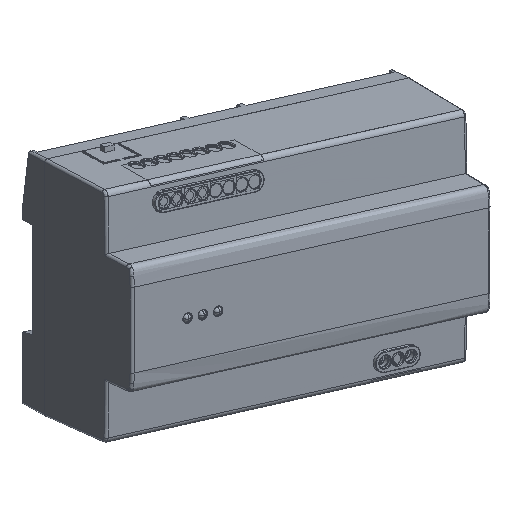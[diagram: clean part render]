
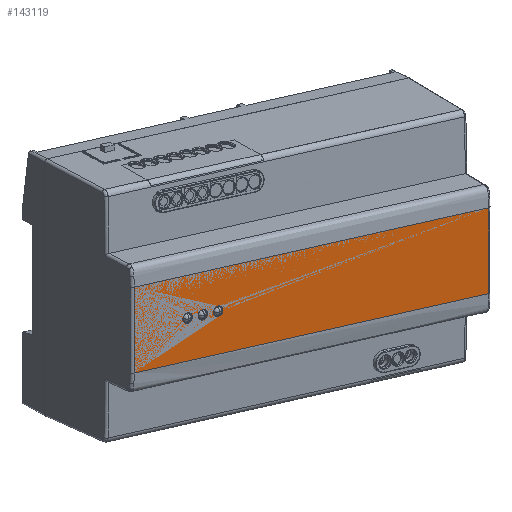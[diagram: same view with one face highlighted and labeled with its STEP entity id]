
A CAD part, top view. The second image highlights one B-rep face of the part: STEP entity #143119.
In plain terms, the highlighted face is planar.
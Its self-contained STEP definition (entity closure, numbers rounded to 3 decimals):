
#139536=CARTESIAN_POINT('Vertex',(-69.717,-15.001,57.5)) ;
#139568=CARTESIAN_POINT('Line Origine',(-69.717,14.999,57.5)) ;
#139572=CARTESIAN_POINT('Vertex',(-69.717,14.999,57.5)) ;
#140426=CARTESIAN_POINT('Vertex',(69.717,14.999,57.5)) ;
#140467=CARTESIAN_POINT('Line Origine',(69.717,-0.001,57.5)) ;
#140471=CARTESIAN_POINT('Vertex',(69.717,-15.001,57.5)) ;
#142532=CARTESIAN_POINT('Vertex',(40.871,-0.001,57.5)) ;
#142539=CARTESIAN_POINT('Vertex',(44.561,-0.001,57.5)) ;
#142542=CARTESIAN_POINT('Axis2P3D Location',(42.716,-0.001,57.5)) ;
#142559=CARTESIAN_POINT('Axis2P3D Location',(42.716,-0.001,57.5)) ;
#142580=CARTESIAN_POINT('Vertex',(34.871,-0.001,57.5)) ;
#142587=CARTESIAN_POINT('Vertex',(38.561,-0.001,57.5)) ;
#142590=CARTESIAN_POINT('Axis2P3D Location',(36.716,-0.001,57.5)) ;
#142607=CARTESIAN_POINT('Axis2P3D Location',(36.716,-0.001,57.5)) ;
#142628=CARTESIAN_POINT('Vertex',(46.871,-0.001,57.5)) ;
#142635=CARTESIAN_POINT('Vertex',(50.561,-0.001,57.5)) ;
#142638=CARTESIAN_POINT('Axis2P3D Location',(48.716,-0.001,57.5)) ;
#142655=CARTESIAN_POINT('Axis2P3D Location',(48.716,-0.001,57.5)) ;
#143074=CARTESIAN_POINT('Line Origine',(72.,-15.001,57.5)) ;
#143091=CARTESIAN_POINT('Axis2P3D Location',(72.,14.999,57.5)) ;
#143096=CARTESIAN_POINT('Line Origine',(0.,14.999,57.5)) ;
#139569=DIRECTION('Vector Direction',(0.,-1.,0.)) ;
#140468=DIRECTION('Vector Direction',(0.,-1.,0.)) ;
#142543=DIRECTION('Axis2P3D Direction',(0.,0.,1.)) ;
#142560=DIRECTION('Axis2P3D Direction',(0.,0.,1.)) ;
#142591=DIRECTION('Axis2P3D Direction',(0.,0.,1.)) ;
#142608=DIRECTION('Axis2P3D Direction',(0.,0.,1.)) ;
#142639=DIRECTION('Axis2P3D Direction',(0.,0.,1.)) ;
#142656=DIRECTION('Axis2P3D Direction',(0.,0.,1.)) ;
#143075=DIRECTION('Vector Direction',(-1.,0.,0.)) ;
#143092=DIRECTION('Axis2P3D Direction',(0.,0.,-1.)) ;
#143093=DIRECTION('Axis2P3D XDirection',(-1.,0.,0.)) ;
#143097=DIRECTION('Vector Direction',(1.,0.,0.)) ;
#142544=AXIS2_PLACEMENT_3D('Circle Axis2P3D',#142542,#142543,$) ;
#142561=AXIS2_PLACEMENT_3D('Circle Axis2P3D',#142559,#142560,$) ;
#142592=AXIS2_PLACEMENT_3D('Circle Axis2P3D',#142590,#142591,$) ;
#142609=AXIS2_PLACEMENT_3D('Circle Axis2P3D',#142607,#142608,$) ;
#142640=AXIS2_PLACEMENT_3D('Circle Axis2P3D',#142638,#142639,$) ;
#142657=AXIS2_PLACEMENT_3D('Circle Axis2P3D',#142655,#142656,$) ;
#143094=AXIS2_PLACEMENT_3D('Plane Axis2P3D',#143091,#143092,#143093) ;
#143102=ORIENTED_EDGE('',*,*,#140473,.F.) ;
#143103=ORIENTED_EDGE('',*,*,#143100,.F.) ;
#143104=ORIENTED_EDGE('',*,*,#139574,.F.) ;
#143105=ORIENTED_EDGE('',*,*,#143078,.F.) ;
#143108=ORIENTED_EDGE('',*,*,#142611,.T.) ;
#143109=ORIENTED_EDGE('',*,*,#142594,.T.) ;
#143112=ORIENTED_EDGE('',*,*,#142563,.T.) ;
#143113=ORIENTED_EDGE('',*,*,#142546,.T.) ;
#143116=ORIENTED_EDGE('',*,*,#142659,.T.) ;
#143117=ORIENTED_EDGE('',*,*,#142642,.T.) ;
#143110=FACE_BOUND('',#143107,.T.) ;
#143114=FACE_BOUND('',#143111,.T.) ;
#143118=FACE_BOUND('',#143115,.T.) ;
#139570=VECTOR('Line Direction',#139569,1.) ;
#140469=VECTOR('Line Direction',#140468,1.) ;
#143076=VECTOR('Line Direction',#143075,1.) ;
#143098=VECTOR('Line Direction',#143097,1.) ;
#143119=ADVANCED_FACE('50',(#143106,#143110,#143114,#143118),#143095,.F.) ;
#142545=CIRCLE('generated circle',#142544,1.845) ;
#142562=CIRCLE('generated circle',#142561,1.845) ;
#142593=CIRCLE('generated circle',#142592,1.845) ;
#142610=CIRCLE('generated circle',#142609,1.845) ;
#142641=CIRCLE('generated circle',#142640,1.845) ;
#142658=CIRCLE('generated circle',#142657,1.845) ;
#139574=EDGE_CURVE('',#139537,#139573,#139571,.F.) ;
#140473=EDGE_CURVE('',#140427,#140472,#140470,.T.) ;
#142546=EDGE_CURVE('',#142533,#142540,#142545,.F.) ;
#142563=EDGE_CURVE('',#142540,#142533,#142562,.F.) ;
#142594=EDGE_CURVE('',#142581,#142588,#142593,.F.) ;
#142611=EDGE_CURVE('',#142588,#142581,#142610,.F.) ;
#142642=EDGE_CURVE('',#142629,#142636,#142641,.F.) ;
#142659=EDGE_CURVE('',#142636,#142629,#142658,.F.) ;
#143078=EDGE_CURVE('',#140472,#139537,#143077,.T.) ;
#143100=EDGE_CURVE('',#139573,#140427,#143099,.T.) ;
#143101=EDGE_LOOP('',(#143102,#143103,#143104,#143105)) ;
#143107=EDGE_LOOP('',(#143108,#143109)) ;
#143111=EDGE_LOOP('',(#143112,#143113)) ;
#143115=EDGE_LOOP('',(#143116,#143117)) ;
#143106=FACE_OUTER_BOUND('',#143101,.T.) ;
#139571=LINE('Line',#139568,#139570) ;
#140470=LINE('Line',#140467,#140469) ;
#143077=LINE('Line',#143074,#143076) ;
#143099=LINE('Line',#143096,#143098) ;
#143095=PLANE('',#143094) ;
#139537=VERTEX_POINT('',#139536) ;
#139573=VERTEX_POINT('',#139572) ;
#140427=VERTEX_POINT('',#140426) ;
#140472=VERTEX_POINT('',#140471) ;
#142533=VERTEX_POINT('',#142532) ;
#142540=VERTEX_POINT('',#142539) ;
#142581=VERTEX_POINT('',#142580) ;
#142588=VERTEX_POINT('',#142587) ;
#142629=VERTEX_POINT('',#142628) ;
#142636=VERTEX_POINT('',#142635) ;
